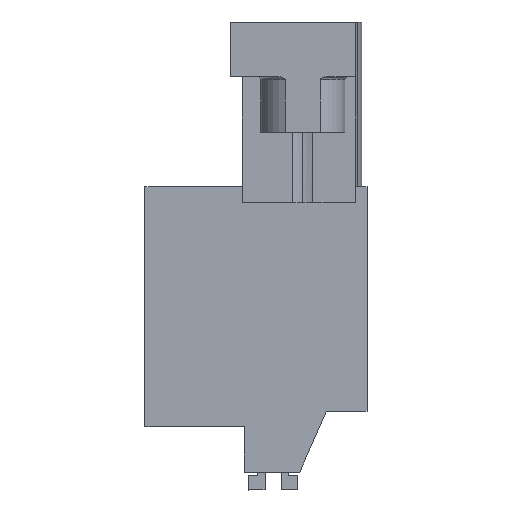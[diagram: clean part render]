
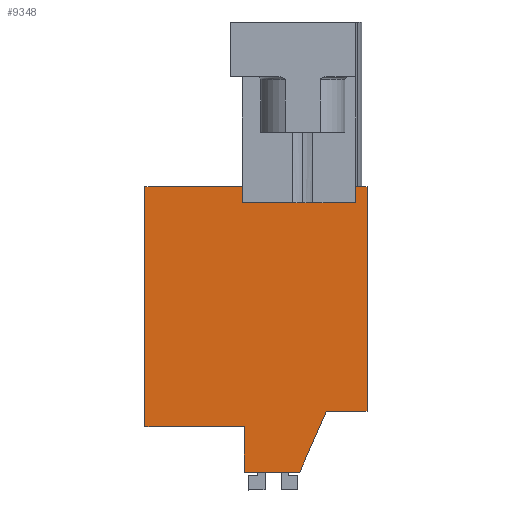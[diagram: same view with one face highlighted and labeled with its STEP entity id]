
A CAD part, left-side view. The second image highlights one B-rep face of the part: STEP entity #9348.
In plain terms, the highlighted planar face has unit normal (-1, 0, 0).
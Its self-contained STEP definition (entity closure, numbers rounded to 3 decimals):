
#9315=AXIS2_PLACEMENT_3D('Plane Axis2P3D',#9312,#9313,#9314) ;
#235=CARTESIAN_POINT('Vertex',(5.,0.,5.043)) ;
#238=CARTESIAN_POINT('Line Origine',(5.,1.3,5.043)) ;
#242=CARTESIAN_POINT('Vertex',(5.,2.6,5.043)) ;
#591=CARTESIAN_POINT('Vertex',(5.,7.85,4.043)) ;
#694=CARTESIAN_POINT('Vertex',(5.,7.85,1.143)) ;
#697=CARTESIAN_POINT('Line Origine',(5.,7.85,2.593)) ;
#899=CARTESIAN_POINT('Vertex',(5.,0.,19.383)) ;
#902=CARTESIAN_POINT('Line Origine',(5.,0.,12.213)) ;
#1368=CARTESIAN_POINT('Vertex',(5.,14.2,4.043)) ;
#1376=CARTESIAN_POINT('Line Origine',(5.,11.025,4.043)) ;
#2873=CARTESIAN_POINT('Vertex',(5.,7.968,19.383)) ;
#2876=CARTESIAN_POINT('Line Origine',(5.,7.968,18.883)) ;
#2880=CARTESIAN_POINT('Vertex',(5.,7.968,18.383)) ;
#2953=CARTESIAN_POINT('Vertex',(5.,14.2,19.383)) ;
#2956=CARTESIAN_POINT('Line Origine',(5.,11.084,19.383)) ;
#2978=CARTESIAN_POINT('Line Origine',(5.,14.2,11.713)) ;
#3530=CARTESIAN_POINT('Vertex',(5.,0.723,19.383)) ;
#3533=CARTESIAN_POINT('Line Origine',(5.,0.361,19.383)) ;
#9286=CARTESIAN_POINT('Line Origine',(5.,3.45,3.093)) ;
#9290=CARTESIAN_POINT('Vertex',(5.,4.3,1.143)) ;
#9312=CARTESIAN_POINT('Axis2P3D Location',(5.,6.8,19.383)) ;
#9317=CARTESIAN_POINT('Line Origine',(5.,6.075,1.143)) ;
#9322=CARTESIAN_POINT('Line Origine',(5.,0.723,18.883)) ;
#9326=CARTESIAN_POINT('Vertex',(5.,0.723,18.383)) ;
#9329=CARTESIAN_POINT('Line Origine',(5.,4.345,18.383)) ;
#239=DIRECTION('Vector Direction',(0.,-1.,0.)) ;
#698=DIRECTION('Vector Direction',(0.,0.,-1.)) ;
#903=DIRECTION('Vector Direction',(0.,0.,1.)) ;
#1377=DIRECTION('Vector Direction',(0.,-1.,0.)) ;
#2877=DIRECTION('Vector Direction',(0.,0.,-1.)) ;
#2957=DIRECTION('Vector Direction',(0.,1.,0.)) ;
#2979=DIRECTION('Vector Direction',(0.,0.,-1.)) ;
#3534=DIRECTION('Vector Direction',(0.,1.,0.)) ;
#9287=DIRECTION('Vector Direction',(0.,-0.4,0.917)) ;
#9313=DIRECTION('Axis2P3D Direction',(-1.,0.,0.)) ;
#9314=DIRECTION('Axis2P3D XDirection',(0.,1.,0.)) ;
#9318=DIRECTION('Vector Direction',(0.,-1.,0.)) ;
#9323=DIRECTION('Vector Direction',(0.,0.,-1.)) ;
#9330=DIRECTION('Vector Direction',(0.,-1.,0.)) ;
#240=VECTOR('Line Direction',#239,1.) ;
#699=VECTOR('Line Direction',#698,1.) ;
#904=VECTOR('Line Direction',#903,1.) ;
#1378=VECTOR('Line Direction',#1377,1.) ;
#2878=VECTOR('Line Direction',#2877,1.) ;
#2958=VECTOR('Line Direction',#2957,1.) ;
#2980=VECTOR('Line Direction',#2979,1.) ;
#3535=VECTOR('Line Direction',#3534,1.) ;
#9288=VECTOR('Line Direction',#9287,1.) ;
#9319=VECTOR('Line Direction',#9318,1.) ;
#9324=VECTOR('Line Direction',#9323,1.) ;
#9331=VECTOR('Line Direction',#9330,1.) ;
#9335=ORIENTED_EDGE('',*,*,#2960,.T.) ;
#9336=ORIENTED_EDGE('',*,*,#2982,.T.) ;
#9337=ORIENTED_EDGE('',*,*,#1380,.T.) ;
#9338=ORIENTED_EDGE('',*,*,#701,.T.) ;
#9339=ORIENTED_EDGE('',*,*,#9321,.T.) ;
#9340=ORIENTED_EDGE('',*,*,#9292,.T.) ;
#9341=ORIENTED_EDGE('',*,*,#244,.T.) ;
#9342=ORIENTED_EDGE('',*,*,#906,.T.) ;
#9343=ORIENTED_EDGE('',*,*,#3537,.T.) ;
#9344=ORIENTED_EDGE('',*,*,#9328,.T.) ;
#9345=ORIENTED_EDGE('',*,*,#9333,.F.) ;
#9346=ORIENTED_EDGE('',*,*,#2882,.T.) ;
#9348=ADVANCED_FACE('HOUSING',(#9347),#9316,.T.) ;
#244=EDGE_CURVE('',#243,#236,#241,.T.) ;
#701=EDGE_CURVE('',#592,#695,#700,.T.) ;
#906=EDGE_CURVE('',#236,#900,#905,.T.) ;
#1380=EDGE_CURVE('',#1369,#592,#1379,.T.) ;
#2882=EDGE_CURVE('',#2881,#2874,#2879,.F.) ;
#2960=EDGE_CURVE('',#2874,#2954,#2959,.T.) ;
#2982=EDGE_CURVE('',#2954,#1369,#2981,.T.) ;
#3537=EDGE_CURVE('',#900,#3531,#3536,.T.) ;
#9292=EDGE_CURVE('',#9291,#243,#9289,.T.) ;
#9321=EDGE_CURVE('',#695,#9291,#9320,.T.) ;
#9328=EDGE_CURVE('',#3531,#9327,#9325,.T.) ;
#9333=EDGE_CURVE('',#2881,#9327,#9332,.T.) ;
#9334=EDGE_LOOP('',(#9335,#9336,#9337,#9338,#9339,#9340,#9341,#9342,#9343,#9344,#9345,#9346)) ;
#9347=FACE_OUTER_BOUND('',#9334,.T.) ;
#241=LINE('Line',#238,#240) ;
#700=LINE('Line',#697,#699) ;
#905=LINE('Line',#902,#904) ;
#1379=LINE('Line',#1376,#1378) ;
#2879=LINE('Line',#2876,#2878) ;
#2959=LINE('Line',#2956,#2958) ;
#2981=LINE('Line',#2978,#2980) ;
#3536=LINE('Line',#3533,#3535) ;
#9289=LINE('Line',#9286,#9288) ;
#9320=LINE('Line',#9317,#9319) ;
#9325=LINE('Line',#9322,#9324) ;
#9332=LINE('Line',#9329,#9331) ;
#9316=PLANE('',#9315) ;
#236=VERTEX_POINT('',#235) ;
#243=VERTEX_POINT('',#242) ;
#592=VERTEX_POINT('',#591) ;
#695=VERTEX_POINT('',#694) ;
#900=VERTEX_POINT('',#899) ;
#1369=VERTEX_POINT('',#1368) ;
#2874=VERTEX_POINT('',#2873) ;
#2881=VERTEX_POINT('',#2880) ;
#2954=VERTEX_POINT('',#2953) ;
#3531=VERTEX_POINT('',#3530) ;
#9291=VERTEX_POINT('',#9290) ;
#9327=VERTEX_POINT('',#9326) ;
